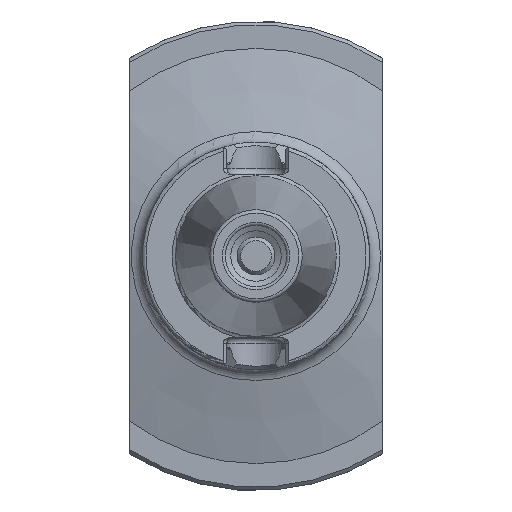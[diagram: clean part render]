
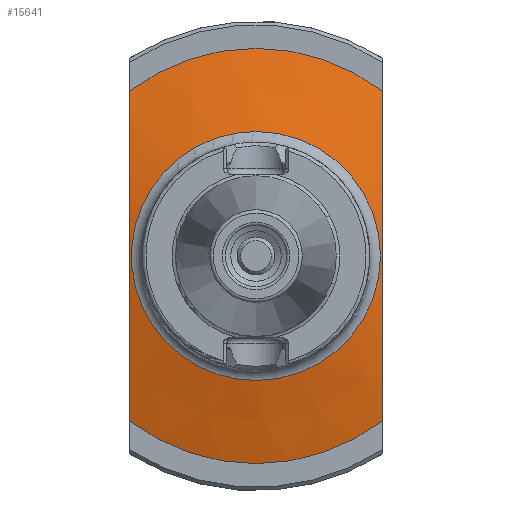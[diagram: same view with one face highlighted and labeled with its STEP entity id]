
A CAD part, left-side view. The second image highlights one B-rep face of the part: STEP entity #15641.
In plain terms, the highlighted conical face has half-angle 75 degrees and reference radius 57.5 mm.
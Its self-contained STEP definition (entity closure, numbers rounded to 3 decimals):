
#30 = CIRCLE ( 'NONE', #12277, 34.465 ) ;
#544 = VERTEX_POINT ( 'NONE', #16769 ) ;
#644 = CARTESIAN_POINT ( 'NONE',  ( 46.799, 35., -15.457 ) ) ;
#704 = CARTESIAN_POINT ( 'NONE',  ( 46.133, -35., 7.495 ) ) ;
#715 = CARTESIAN_POINT ( 'NONE',  ( 52., 35., -45.621 ) ) ;
#868 = CARTESIAN_POINT ( 'NONE',  ( 47.264, -35., 19.077 ) ) ;
#956 = CARTESIAN_POINT ( 'NONE',  ( 46.155, 35., -7.849 ) ) ;
#1045 = CIRCLE ( 'NONE', #22279, 57.5 ) ;
#1333 = VERTEX_POINT ( 'NONE', #10864 ) ;
#1456 = CARTESIAN_POINT ( 'NONE',  ( 52., -35., -45.621 ) ) ;
#1864 = B_SPLINE_CURVE_WITH_KNOTS ( 'NONE', 3,
 ( #22765, #4273, #22603, #8130, #11756, #17261, #868, #8282, #11844, #6442, #4508, #704, #2844, #6353, #22522, #15260, #21002, #20922, #17018, #9779, #6116, #13656 ),
 .UNSPECIFIED., .F., .F.,
 ( 4, 2, 2, 2, 2, 2, 2, 2, 2, 2, 4 ),
 ( 0.177, 0.188, 0.2, 0.205, 0.208, 0.211, 0.223, 0.234, 0.246, 0.257, 0.269 ),
 .UNSPECIFIED. ) ;
#1933 = CIRCLE ( 'NONE', #6659, 57.5 ) ;
#2449 = CARTESIAN_POINT ( 'NONE',  ( 45.977, 35., -4.031 ) ) ;
#2533 = CARTESIAN_POINT ( 'NONE',  ( 46.133, 35., 7.495 ) ) ;
#2610 = CARTESIAN_POINT ( 'NONE',  ( 46.533, 35., 12.332 ) ) ;
#2834 = ORIENTED_EDGE ( 'NONE', *, *, #19867, .T. ) ;
#2844 = CARTESIAN_POINT ( 'NONE',  ( 45.966, -35., 3.641 ) ) ;
#3280 = EDGE_CURVE ( 'NONE', #544, #19837, #1045, .T. ) ;
#3553 = EDGE_CURVE ( 'NONE', #19837, #10759, #1864, .T. ) ;
#4216 = ORIENTED_EDGE ( 'NONE', *, *, #22251, .F. ) ;
#4273 = CARTESIAN_POINT ( 'NONE',  ( 51.2, -35., 41.858 ) ) ;
#4508 = CARTESIAN_POINT ( 'NONE',  ( 46.533, -35., 12.332 ) ) ;
#4579 = FACE_OUTER_BOUND ( 'NONE', #5036, .T. ) ;
#4982 = EDGE_CURVE ( 'NONE', #544, #1333, #18960, .T. ) ;
#5036 = EDGE_LOOP ( 'NONE', ( #7678, #17141, #4216, #17056 ) ) ;
#6116 = CARTESIAN_POINT ( 'NONE',  ( 51.202, -35., -41.865 ) ) ;
#6288 = CARTESIAN_POINT ( 'NONE',  ( 50.434, 35., 38.088 ) ) ;
#6353 = CARTESIAN_POINT ( 'NONE',  ( 45.977, -35., -4.031 ) ) ;
#6442 = CARTESIAN_POINT ( 'NONE',  ( 46.623, -35., 13.3 ) ) ;
#6451 = CARTESIAN_POINT ( 'NONE',  ( 51.2, 35., 41.858 ) ) ;
#6659 = AXIS2_PLACEMENT_3D ( 'NONE', #10649, #18058, #7160 ) ;
#7160 = DIRECTION ( 'NONE',  ( 0., 0., -1. ) ) ;
#7678 = ORIENTED_EDGE ( 'NONE', *, *, #3280, .F. ) ;
#8130 = CARTESIAN_POINT ( 'NONE',  ( 49.015, -35., 30.52 ) ) ;
#8139 = CARTESIAN_POINT ( 'NONE',  ( 52., 35., 45.621 ) ) ;
#8216 = CARTESIAN_POINT ( 'NONE',  ( 49.015, 35., 30.52 ) ) ;
#8282 = CARTESIAN_POINT ( 'NONE',  ( 46.924, -35., 16.193 ) ) ;
#8562 = DIRECTION ( 'NONE',  ( 0., 0., -1. ) ) ;
#8892 = FACE_BOUND ( 'NONE', #13744, .T. ) ;
#9271 = VERTEX_POINT ( 'NONE', #15649 ) ;
#9512 = DIRECTION ( 'NONE',  ( 0., 0., 1. ) ) ;
#9738 = DIRECTION ( 'NONE',  ( 1., 0., 0. ) ) ;
#9779 = CARTESIAN_POINT ( 'NONE',  ( 50.438, -35., -38.106 ) ) ;
#10516 = AXIS2_PLACEMENT_3D ( 'NONE', #18798, #9738, #14747 ) ;
#10528 = CARTESIAN_POINT ( 'NONE',  ( 52., 0., 0. ) ) ;
#10577 = CONICAL_SURFACE ( 'NONE', #10516, 57.5, 1.309 ) ;
#10649 = CARTESIAN_POINT ( 'NONE',  ( 52., 0., 0. ) ) ;
#10759 = VERTEX_POINT ( 'NONE', #1456 ) ;
#10864 = CARTESIAN_POINT ( 'NONE',  ( 52., 35., -45.621 ) ) ;
#10959 = CARTESIAN_POINT ( 'NONE',  ( 52., -35., 45.621 ) ) ;
#11423 = CARTESIAN_POINT ( 'NONE',  ( 45.828, 0., 0. ) ) ;
#11621 = CARTESIAN_POINT ( 'NONE',  ( 46.924, 35., 16.193 ) ) ;
#11756 = CARTESIAN_POINT ( 'NONE',  ( 48.361, -35., 26.722 ) ) ;
#11844 = CARTESIAN_POINT ( 'NONE',  ( 46.818, -35., 15.23 ) ) ;
#12277 = AXIS2_PLACEMENT_3D ( 'NONE', #11423, #20732, #9512 ) ;
#13587 = CARTESIAN_POINT ( 'NONE',  ( 45.966, 35., 3.641 ) ) ;
#13656 = CARTESIAN_POINT ( 'NONE',  ( 52., -35., -45.621 ) ) ;
#13744 = EDGE_LOOP ( 'NONE', ( #2834 ) ) ;
#14747 = DIRECTION ( 'NONE',  ( 0., 0., -1. ) ) ;
#15194 = CARTESIAN_POINT ( 'NONE',  ( 49.025, 35., -30.577 ) ) ;
#15260 = CARTESIAN_POINT ( 'NONE',  ( 46.799, -35., -15.457 ) ) ;
#15344 = CARTESIAN_POINT ( 'NONE',  ( 48.361, 35., 26.722 ) ) ;
#15506 = CARTESIAN_POINT ( 'NONE',  ( 46.623, 35., 13.3 ) ) ;
#15641 = ADVANCED_FACE ( 'NONE', ( #8892, #4579 ), #10577, .T. ) ;
#15649 = CARTESIAN_POINT ( 'NONE',  ( 45.828, 0., 34.465 ) ) ;
#15787 = DIRECTION ( 'NONE',  ( 1., 0., 0. ) ) ;
#16769 = CARTESIAN_POINT ( 'NONE',  ( 52., 35., 45.621 ) ) ;
#17018 = CARTESIAN_POINT ( 'NONE',  ( 49.025, -35., -30.577 ) ) ;
#17056 = ORIENTED_EDGE ( 'NONE', *, *, #3553, .F. ) ;
#17107 = CARTESIAN_POINT ( 'NONE',  ( 47.262, 35., -19.247 ) ) ;
#17141 = ORIENTED_EDGE ( 'NONE', *, *, #4982, .T. ) ;
#17261 = CARTESIAN_POINT ( 'NONE',  ( 47.52, -35., 20.993 ) ) ;
#18058 = DIRECTION ( 'NONE',  ( 1., 0., 0. ) ) ;
#18798 = CARTESIAN_POINT ( 'NONE',  ( 52., 0., 0. ) ) ;
#18849 = CARTESIAN_POINT ( 'NONE',  ( 51.202, 35., -41.865 ) ) ;
#18960 = B_SPLINE_CURVE_WITH_KNOTS ( 'NONE', 3,
 ( #8139, #6451, #6288, #8216, #15344, #20935, #22615, #11621, #22777, #15506, #2610, #2533, #13587, #2449, #956, #644, #17107, #19173, #15194, #19008, #18849, #715 ),
 .UNSPECIFIED., .F., .F.,
 ( 4, 2, 2, 2, 2, 2, 2, 2, 2, 2, 4 ),
 ( 0.177, 0.188, 0.2, 0.205, 0.208, 0.211, 0.223, 0.234, 0.246, 0.257, 0.269 ),
 .UNSPECIFIED. ) ;
#19008 = CARTESIAN_POINT ( 'NONE',  ( 50.438, 35., -38.106 ) ) ;
#19173 = CARTESIAN_POINT ( 'NONE',  ( 48.375, 35., -26.806 ) ) ;
#19837 = VERTEX_POINT ( 'NONE', #10959 ) ;
#19867 = EDGE_CURVE ( 'NONE', #9271, #9271, #30, .T. ) ;
#20732 = DIRECTION ( 'NONE',  ( 1., 0., 0. ) ) ;
#20922 = CARTESIAN_POINT ( 'NONE',  ( 48.375, -35., -26.806 ) ) ;
#20935 = CARTESIAN_POINT ( 'NONE',  ( 47.52, 35., 20.993 ) ) ;
#21002 = CARTESIAN_POINT ( 'NONE',  ( 47.262, -35., -19.247 ) ) ;
#22251 = EDGE_CURVE ( 'NONE', #10759, #1333, #1933, .T. ) ;
#22279 = AXIS2_PLACEMENT_3D ( 'NONE', #10528, #15787, #8562 ) ;
#22522 = CARTESIAN_POINT ( 'NONE',  ( 46.155, -35., -7.849 ) ) ;
#22603 = CARTESIAN_POINT ( 'NONE',  ( 50.434, -35., 38.088 ) ) ;
#22615 = CARTESIAN_POINT ( 'NONE',  ( 47.264, 35., 19.077 ) ) ;
#22765 = CARTESIAN_POINT ( 'NONE',  ( 52., -35., 45.621 ) ) ;
#22777 = CARTESIAN_POINT ( 'NONE',  ( 46.818, 35., 15.23 ) ) ;
